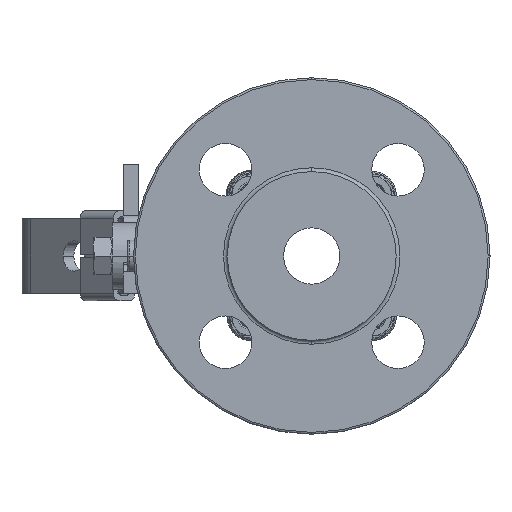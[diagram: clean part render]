
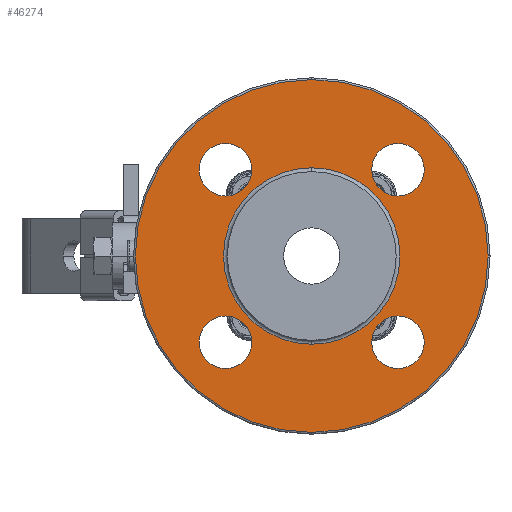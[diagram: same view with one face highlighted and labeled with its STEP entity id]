
A CAD part, left-side view. The second image highlights one B-rep face of the part: STEP entity #46274.
In plain terms, the highlighted face is planar.
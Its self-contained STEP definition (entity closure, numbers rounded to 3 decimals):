
#586 = ORIENTED_EDGE ( 'NONE', *, *, #37924, .T. ) ;
#1071 = EDGE_CURVE ( 'NONE', #57322, #52748, #51735, .T. ) ;
#1118 = VERTEX_POINT ( 'NONE', #18514 ) ;
#1300 = CIRCLE ( 'NONE', #25357, 7. ) ;
#3362 = CARTESIAN_POINT ( 'NONE',  ( -22.981, -22.981, -40.1 ) ) ;
#3736 = ORIENTED_EDGE ( 'NONE', *, *, #1071, .T. ) ;
#4230 = CARTESIAN_POINT ( 'NONE',  ( 22.981, 22.981, -40.1 ) ) ;
#4536 = CARTESIAN_POINT ( 'NONE',  ( 0., 47.5, -40.1 ) ) ;
#4712 = ORIENTED_EDGE ( 'NONE', *, *, #13506, .T. ) ;
#5052 = VERTEX_POINT ( 'NONE', #19024 ) ;
#5872 = DIRECTION ( 'NONE',  ( 0., 0., 1. ) ) ;
#6530 = VERTEX_POINT ( 'NONE', #31020 ) ;
#6984 = ORIENTED_EDGE ( 'NONE', *, *, #58549, .T. ) ;
#7685 = ORIENTED_EDGE ( 'NONE', *, *, #9061, .T. ) ;
#8413 = DIRECTION ( 'NONE',  ( 1., 0., 0. ) ) ;
#8741 = FACE_BOUND ( 'NONE', #59233, .T. ) ;
#9061 = EDGE_CURVE ( 'NONE', #18001, #58836, #54849, .T. ) ;
#9271 = DIRECTION ( 'NONE',  ( 1., 0., 0. ) ) ;
#9581 = DIRECTION ( 'NONE',  ( 1., 0., 0. ) ) ;
#10270 = VERTEX_POINT ( 'NONE', #18029 ) ;
#10768 = CARTESIAN_POINT ( 'NONE',  ( 0., 0., -40.1 ) ) ;
#11342 = EDGE_LOOP ( 'NONE', ( #51318, #51808 ) ) ;
#11998 = CARTESIAN_POINT ( 'NONE',  ( 0., 0., -40.1 ) ) ;
#13506 = EDGE_CURVE ( 'NONE', #33545, #10270, #42226, .T. ) ;
#14262 = ORIENTED_EDGE ( 'NONE', *, *, #57441, .T. ) ;
#14441 = CIRCLE ( 'NONE', #25470, 47. ) ;
#15006 = AXIS2_PLACEMENT_3D ( 'NONE', #3362, #38126, #8413 ) ;
#15037 = DIRECTION ( 'NONE',  ( 0., 0., 1. ) ) ;
#15734 = EDGE_CURVE ( 'NONE', #60529, #6530, #25149, .T. ) ;
#15773 = DIRECTION ( 'NONE',  ( 1., 0., 0. ) ) ;
#16673 = DIRECTION ( 'NONE',  ( 0., 0., 1. ) ) ;
#16820 = DIRECTION ( 'NONE',  ( 1., 0., 0. ) ) ;
#16823 = EDGE_LOOP ( 'NONE', ( #7685, #14262 ) ) ;
#16983 = DIRECTION ( 'NONE',  ( 1., 0., 0. ) ) ;
#18001 = VERTEX_POINT ( 'NONE', #26080 ) ;
#18029 = CARTESIAN_POINT ( 'NONE',  ( -29.981, -22.981, -40.1 ) ) ;
#18432 = EDGE_CURVE ( 'NONE', #1118, #5052, #57043, .T. ) ;
#18514 = CARTESIAN_POINT ( 'NONE',  ( -47., 0., -40.1 ) ) ;
#19024 = CARTESIAN_POINT ( 'NONE',  ( 47., 0., -40.1 ) ) ;
#19274 = DIRECTION ( 'NONE',  ( 0., 0., 1. ) ) ;
#19492 = CARTESIAN_POINT ( 'NONE',  ( 22.981, -22.981, -40.1 ) ) ;
#19807 = AXIS2_PLACEMENT_3D ( 'NONE', #10768, #45353, #15773 ) ;
#20335 = VERTEX_POINT ( 'NONE', #42740 ) ;
#20355 = CARTESIAN_POINT ( 'NONE',  ( -22.981, -22.981, -40.1 ) ) ;
#21683 = DIRECTION ( 'NONE',  ( 0., 0., 1. ) ) ;
#21752 = CARTESIAN_POINT ( 'NONE',  ( 15.981, -22.981, -40.1 ) ) ;
#23902 = CIRCLE ( 'NONE', #43864, 7. ) ;
#24340 = CIRCLE ( 'NONE', #25851, 7. ) ;
#25149 = CIRCLE ( 'NONE', #47329, 23.5 ) ;
#25357 = AXIS2_PLACEMENT_3D ( 'NONE', #51159, #21683, #56099 ) ;
#25358 = DIRECTION ( 'NONE',  ( 1., 0., 0. ) ) ;
#25470 = AXIS2_PLACEMENT_3D ( 'NONE', #11998, #46566, #16983 ) ;
#25851 = AXIS2_PLACEMENT_3D ( 'NONE', #4230, #38974, #9271 ) ;
#25940 = AXIS2_PLACEMENT_3D ( 'NONE', #35634, #5872, #40567 ) ;
#26080 = CARTESIAN_POINT ( 'NONE',  ( 29.981, -22.981, -40.1 ) ) ;
#26215 = EDGE_LOOP ( 'NONE', ( #51631, #54886 ) ) ;
#26597 = DIRECTION ( 'NONE',  ( 1., 0., 0. ) ) ;
#26715 = EDGE_CURVE ( 'NONE', #48845, #20335, #24340, .T. ) ;
#26727 = DIRECTION ( 'NONE',  ( 0., 0., 1. ) ) ;
#26798 = CARTESIAN_POINT ( 'NONE',  ( -22.981, 22.981, -40.1 ) ) ;
#27700 = DIRECTION ( 'NONE',  ( 0., 0., 1. ) ) ;
#28205 = AXIS2_PLACEMENT_3D ( 'NONE', #46250, #16673, #51152 ) ;
#29651 = EDGE_CURVE ( 'NONE', #6530, #60529, #64054, .T. ) ;
#30275 = AXIS2_PLACEMENT_3D ( 'NONE', #4536, #39252, #9581 ) ;
#31020 = CARTESIAN_POINT ( 'NONE',  ( -23.5, 0., -40.1 ) ) ;
#33545 = VERTEX_POINT ( 'NONE', #52406 ) ;
#33596 = FACE_BOUND ( 'NONE', #11342, .T. ) ;
#33882 = EDGE_LOOP ( 'NONE', ( #57972, #61308 ) ) ;
#34668 = CARTESIAN_POINT ( 'NONE',  ( -15.981, 22.981, -40.1 ) ) ;
#35166 = FACE_BOUND ( 'NONE', #51568, .T. ) ;
#35634 = CARTESIAN_POINT ( 'NONE',  ( 0., 0., -40.1 ) ) ;
#36956 = AXIS2_PLACEMENT_3D ( 'NONE', #26798, #26727, #26597 ) ;
#37924 = EDGE_CURVE ( 'NONE', #52748, #57322, #1300, .T. ) ;
#38126 = DIRECTION ( 'NONE',  ( 0., 0., 1. ) ) ;
#38519 = AXIS2_PLACEMENT_3D ( 'NONE', #19492, #19274, #16820 ) ;
#38974 = DIRECTION ( 'NONE',  ( 0., 0., 1. ) ) ;
#39252 = DIRECTION ( 'NONE',  ( 0., 0., 1. ) ) ;
#40072 = EDGE_CURVE ( 'NONE', #5052, #1118, #14441, .T. ) ;
#40567 = DIRECTION ( 'NONE',  ( 1., 0., 0. ) ) ;
#42226 = CIRCLE ( 'NONE', #15006, 7. ) ;
#42740 = CARTESIAN_POINT ( 'NONE',  ( 15.981, 22.981, -40.1 ) ) ;
#43573 = CARTESIAN_POINT ( 'NONE',  ( -29.981, 22.981, -40.1 ) ) ;
#43864 = AXIS2_PLACEMENT_3D ( 'NONE', #20355, #54796, #25358 ) ;
#44653 = CARTESIAN_POINT ( 'NONE',  ( 22.981, -22.981, -40.1 ) ) ;
#45353 = DIRECTION ( 'NONE',  ( 0., 0., -1. ) ) ;
#46250 = CARTESIAN_POINT ( 'NONE',  ( 22.981, 22.981, -40.1 ) ) ;
#46274 = ADVANCED_FACE ( 'NONE', ( #59684, #61211, #35166, #8741, #46649, #33596 ), #58729, .F. ) ;
#46566 = DIRECTION ( 'NONE',  ( 0., 0., -1. ) ) ;
#46649 = FACE_BOUND ( 'NONE', #16823, .T. ) ;
#47329 = AXIS2_PLACEMENT_3D ( 'NONE', #57071, #27700, #62027 ) ;
#48845 = VERTEX_POINT ( 'NONE', #57005 ) ;
#49552 = DIRECTION ( 'NONE',  ( 1., 0., 0. ) ) ;
#51152 = DIRECTION ( 'NONE',  ( 1., 0., 0. ) ) ;
#51159 = CARTESIAN_POINT ( 'NONE',  ( -22.981, 22.981, -40.1 ) ) ;
#51318 = ORIENTED_EDGE ( 'NONE', *, *, #26715, .T. ) ;
#51568 = EDGE_LOOP ( 'NONE', ( #586, #3736 ) ) ;
#51631 = ORIENTED_EDGE ( 'NONE', *, *, #40072, .T. ) ;
#51735 = CIRCLE ( 'NONE', #36956, 7. ) ;
#51808 = ORIENTED_EDGE ( 'NONE', *, *, #59038, .T. ) ;
#52406 = CARTESIAN_POINT ( 'NONE',  ( -15.981, -22.981, -40.1 ) ) ;
#52748 = VERTEX_POINT ( 'NONE', #34668 ) ;
#54796 = DIRECTION ( 'NONE',  ( 0., 0., 1. ) ) ;
#54849 = CIRCLE ( 'NONE', #38519, 7. ) ;
#54886 = ORIENTED_EDGE ( 'NONE', *, *, #18432, .T. ) ;
#55972 = CARTESIAN_POINT ( 'NONE',  ( 23.5, 0., -40.1 ) ) ;
#56099 = DIRECTION ( 'NONE',  ( 1., 0., 0. ) ) ;
#56241 = CIRCLE ( 'NONE', #57329, 7. ) ;
#57005 = CARTESIAN_POINT ( 'NONE',  ( 29.981, 22.981, -40.1 ) ) ;
#57043 = CIRCLE ( 'NONE', #19807, 47. ) ;
#57071 = CARTESIAN_POINT ( 'NONE',  ( 0., 0., -40.1 ) ) ;
#57322 = VERTEX_POINT ( 'NONE', #43573 ) ;
#57329 = AXIS2_PLACEMENT_3D ( 'NONE', #44653, #15037, #49552 ) ;
#57441 = EDGE_CURVE ( 'NONE', #58836, #18001, #56241, .T. ) ;
#57972 = ORIENTED_EDGE ( 'NONE', *, *, #15734, .T. ) ;
#58549 = EDGE_CURVE ( 'NONE', #10270, #33545, #23902, .T. ) ;
#58729 = PLANE ( 'NONE',  #30275 ) ;
#58836 = VERTEX_POINT ( 'NONE', #21752 ) ;
#59038 = EDGE_CURVE ( 'NONE', #20335, #48845, #59213, .T. ) ;
#59213 = CIRCLE ( 'NONE', #28205, 7. ) ;
#59233 = EDGE_LOOP ( 'NONE', ( #4712, #6984 ) ) ;
#59684 = FACE_OUTER_BOUND ( 'NONE', #26215, .T. ) ;
#60529 = VERTEX_POINT ( 'NONE', #55972 ) ;
#61211 = FACE_BOUND ( 'NONE', #33882, .T. ) ;
#61308 = ORIENTED_EDGE ( 'NONE', *, *, #29651, .T. ) ;
#62027 = DIRECTION ( 'NONE',  ( 1., 0., 0. ) ) ;
#64054 = CIRCLE ( 'NONE', #25940, 23.5 ) ;
